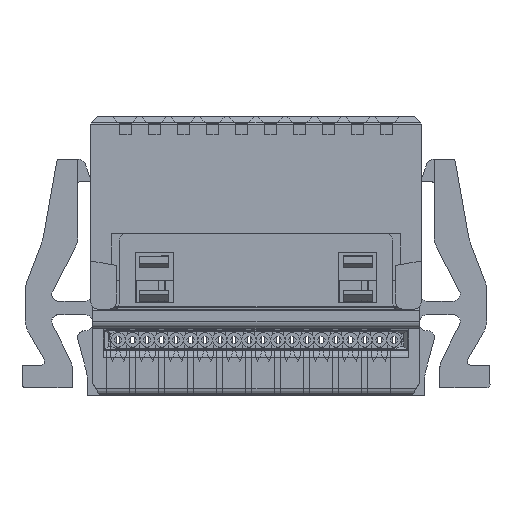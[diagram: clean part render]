
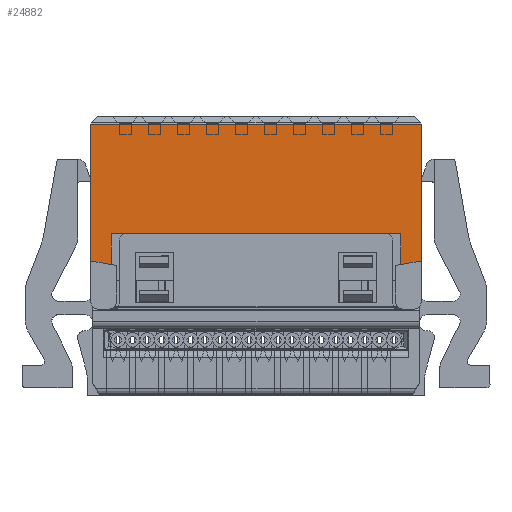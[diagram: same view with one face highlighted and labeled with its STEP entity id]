
A CAD part, front view. The second image highlights one B-rep face of the part: STEP entity #24882.
In plain terms, the highlighted planar face has unit normal (0, -1, 0).
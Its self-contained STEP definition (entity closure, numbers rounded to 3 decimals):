
#24832=AXIS2_PLACEMENT_3D('Plane Axis2P3D',#24829,#24830,#24831) ;
#18040=CARTESIAN_POINT('Vertex',(1.193,-111.925,9.429)) ;
#18043=CARTESIAN_POINT('Line Origine',(1.193,-111.925,6.439)) ;
#18047=CARTESIAN_POINT('Vertex',(1.193,-111.925,3.45)) ;
#18341=CARTESIAN_POINT('Vertex',(-13.258,-111.925,3.45)) ;
#18344=CARTESIAN_POINT('Line Origine',(-13.258,-111.925,6.439)) ;
#18348=CARTESIAN_POINT('Vertex',(-13.258,-111.925,9.429)) ;
#24829=CARTESIAN_POINT('Axis2P3D Location',(-13.502,-111.925,9.97)) ;
#24834=CARTESIAN_POINT('Line Origine',(-6.032,-111.925,9.429)) ;
#24839=CARTESIAN_POINT('Line Origine',(-12.818,-111.925,3.372)) ;
#24843=CARTESIAN_POINT('Vertex',(-12.378,-111.925,3.295)) ;
#24846=CARTESIAN_POINT('Line Origine',(-12.378,-111.925,3.972)) ;
#24850=CARTESIAN_POINT('Vertex',(-12.378,-111.925,4.65)) ;
#24853=CARTESIAN_POINT('Line Origine',(-6.033,-111.925,4.65)) ;
#24857=CARTESIAN_POINT('Vertex',(0.312,-111.925,4.65)) ;
#24860=CARTESIAN_POINT('Line Origine',(0.312,-111.925,3.972)) ;
#24864=CARTESIAN_POINT('Vertex',(0.312,-111.925,3.295)) ;
#24867=CARTESIAN_POINT('Line Origine',(0.752,-111.925,3.372)) ;
#18044=DIRECTION('Vector Direction',(0.,0.,1.)) ;
#18345=DIRECTION('Vector Direction',(0.,0.,-1.)) ;
#24830=DIRECTION('Axis2P3D Direction',(0.,-1.,0.)) ;
#24831=DIRECTION('Axis2P3D XDirection',(0.,0.,1.)) ;
#24835=DIRECTION('Vector Direction',(-1.,0.,0.)) ;
#24840=DIRECTION('Vector Direction',(0.985,0.,-0.174)) ;
#24847=DIRECTION('Vector Direction',(0.,0.,1.)) ;
#24854=DIRECTION('Vector Direction',(1.,0.,0.)) ;
#24861=DIRECTION('Vector Direction',(0.,0.,-1.)) ;
#24868=DIRECTION('Vector Direction',(0.985,0.,0.174)) ;
#18045=VECTOR('Line Direction',#18044,1.) ;
#18346=VECTOR('Line Direction',#18345,1.) ;
#24836=VECTOR('Line Direction',#24835,1.) ;
#24841=VECTOR('Line Direction',#24840,1.) ;
#24848=VECTOR('Line Direction',#24847,1.) ;
#24855=VECTOR('Line Direction',#24854,1.) ;
#24862=VECTOR('Line Direction',#24861,1.) ;
#24869=VECTOR('Line Direction',#24868,1.) ;
#24873=ORIENTED_EDGE('',*,*,#24838,.T.) ;
#24874=ORIENTED_EDGE('',*,*,#18350,.T.) ;
#24875=ORIENTED_EDGE('',*,*,#24845,.T.) ;
#24876=ORIENTED_EDGE('',*,*,#24852,.T.) ;
#24877=ORIENTED_EDGE('',*,*,#24859,.T.) ;
#24878=ORIENTED_EDGE('',*,*,#24866,.T.) ;
#24879=ORIENTED_EDGE('',*,*,#24871,.T.) ;
#24880=ORIENTED_EDGE('',*,*,#18049,.T.) ;
#24882=ADVANCED_FACE('1001\\MANIFOLD_SOLID_BREP #5412',(#24881),#24833,.T.) ;
#18049=EDGE_CURVE('',#18048,#18041,#18046,.T.) ;
#18350=EDGE_CURVE('',#18349,#18342,#18347,.T.) ;
#24838=EDGE_CURVE('',#18041,#18349,#24837,.T.) ;
#24845=EDGE_CURVE('',#18342,#24844,#24842,.T.) ;
#24852=EDGE_CURVE('',#24844,#24851,#24849,.T.) ;
#24859=EDGE_CURVE('',#24851,#24858,#24856,.T.) ;
#24866=EDGE_CURVE('',#24858,#24865,#24863,.T.) ;
#24871=EDGE_CURVE('',#24865,#18048,#24870,.T.) ;
#24872=EDGE_LOOP('',(#24873,#24874,#24875,#24876,#24877,#24878,#24879,#24880)) ;
#24881=FACE_OUTER_BOUND('',#24872,.T.) ;
#18046=LINE('Line',#18043,#18045) ;
#18347=LINE('Line',#18344,#18346) ;
#24837=LINE('Line',#24834,#24836) ;
#24842=LINE('Line',#24839,#24841) ;
#24849=LINE('Line',#24846,#24848) ;
#24856=LINE('Line',#24853,#24855) ;
#24863=LINE('Line',#24860,#24862) ;
#24870=LINE('Line',#24867,#24869) ;
#24833=PLANE('',#24832) ;
#18041=VERTEX_POINT('',#18040) ;
#18048=VERTEX_POINT('',#18047) ;
#18342=VERTEX_POINT('',#18341) ;
#18349=VERTEX_POINT('',#18348) ;
#24844=VERTEX_POINT('',#24843) ;
#24851=VERTEX_POINT('',#24850) ;
#24858=VERTEX_POINT('',#24857) ;
#24865=VERTEX_POINT('',#24864) ;
